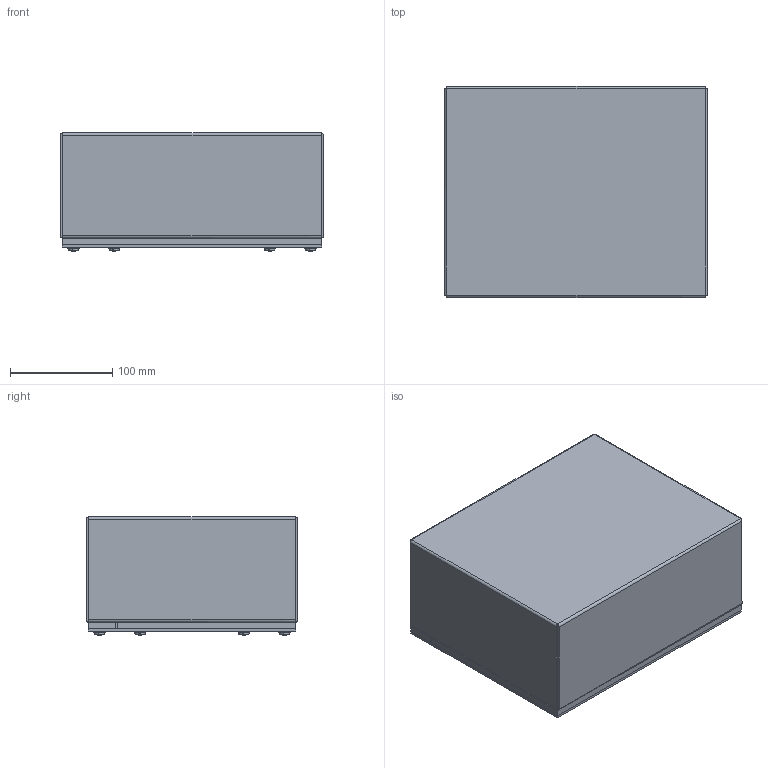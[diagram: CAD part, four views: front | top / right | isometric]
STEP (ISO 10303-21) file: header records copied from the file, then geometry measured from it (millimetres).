
FILE_DESCRIPTION (( 'STEP AP214' ), '1' );
FILE_NAME ('WA081004GSCG.STEP', '2016-02-15T17:16:37', ( '' ), ( '' ), 'SwSTEP 2.0', 'SolidWorks 2014', '' );
FILE_SCHEMA (( 'AUTOMOTIVE_DESIGN' ));
Length unit declared in the file: inch
Products named in the file (8): 37210; 39035; 39077; 34984; WA0810GSCGLP; 316296; WA081004GSCGBKP; WA081004GSCG
Assembly tree (36 placements, depth 2):
  WA081004GSCG
    WA081004GSCGBKP
    316296  x2
    WA0810GSCGLP
    34984  x8
    39077  x8
    39035  x8
    37210  x8
Bounding box: 257.18 x 206.38 x 115.78 mm (x, y, z)
Volume: 542446.5 mm3; surface area: 487853.1 mm2
Topology: 36 solids, 36 shells, 892 faces, 2228 edges, 1408 vertices
Faces by surface type: plane 420, cylinder 240, cone 152, torus 48, bspline 16, sphere 16
Entity records: 10966 total; most frequent: CARTESIAN_POINT 2333, DIRECTION 1133, ORIENTED_EDGE 1064, EDGE_CURVE 532, AXIS2_PLACEMENT_3D 417, VERTEX_POINT 329, VECTOR 299, LINE 299
